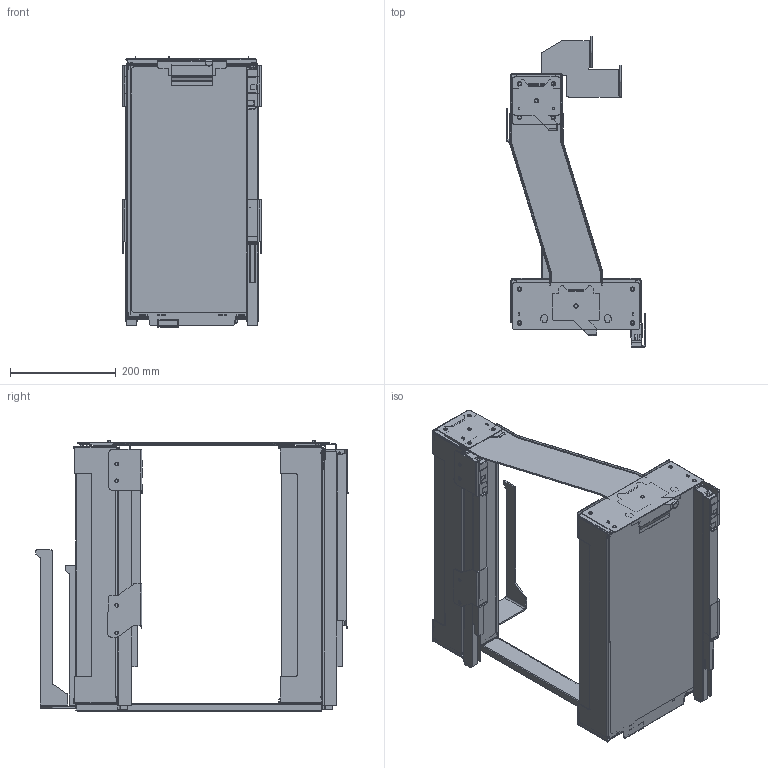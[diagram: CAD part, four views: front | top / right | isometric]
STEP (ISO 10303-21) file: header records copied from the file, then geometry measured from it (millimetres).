
FILE_DESCRIPTION(/* description */ (''),/* implementation_level */ '2;1');
FILE_NAME(/* name */ '3D_200-2533-XX.sat.ipt.stp',/* time_stamp */ '2023-04-17T13:52:38+02:00',/* author */ (''),/* organization */ (''),/* preprocessor_version */ 'ST-DEVELOPER v18.1',/* originating_system */ 'Autodesk Inventor 2021',/* authorisation */ '');
FILE_SCHEMA (('CONFIG_CONTROL_DESIGN'));
Products named in the file (1): 3D_200-2533-XX.sat
Bounding box: 262 x 591.08 x 512.75 mm (x, y, z)
Volume: 2497957.4 mm3; surface area: 1400808.9 mm2
Topology: 3 solids, 3 shells, 1558 faces, 4288 edges, 2734 vertices
Faces by surface type: plane 980, cylinder 495, bspline 61, cone 12, torus 6, sphere 4
Full cylindrical faces by diameter (mm): 0.2 x4, 6.3 x10, 6.8 x8
Entity records: 52675 total; most frequent: CARTESIAN_POINT 11621, ORIENTED_EDGE 8564, DIRECTION 8230, EDGE_CURVE 4282, LINE 3130, VECTOR 3130, VERTEX_POINT 2734, AXIS2_PLACEMENT_3D 2550
